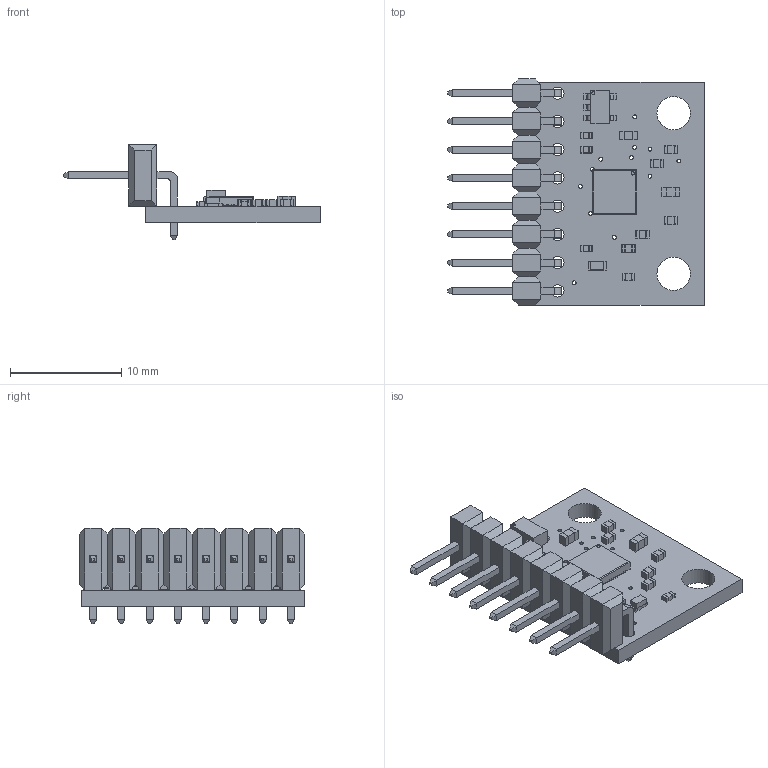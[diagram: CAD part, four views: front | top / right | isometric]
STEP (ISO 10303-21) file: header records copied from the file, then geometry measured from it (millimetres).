
FILE_DESCRIPTION(/* description */ (''),/* implementation_level */ '2;1');
FILE_NAME(/* name */ 'fd5e10ed-d678-4ba5-a2ae-611fe4978502.zip.stp',/* time_stamp */ '2020-07-26T10:22:49+00:00',/* author */ (''),/* organization */ (''),/* preprocessor_version */ 'ST-DEVELOPER v18.1',/* originating_system */ 'Autodesk Translation Framework v9.3.0.1241',/* authorisation */ '');
FILE_SCHEMA (('AUTOMOTIVE_DESIGN { 1 0 10303 214 3 1 1 }'));
Length unit declared in the file: millimetre
Products named in the file (10): mpu6050schem; Board; Packages; SOT95P295X145-5N; QFN50P395X395X90-25T265X255N; CHIP-LED0603; HDRRA8W64P254_1X8_2032X254X556B; C0402; C0603; R0402
Assembly tree (17 placements, depth 3):
  mpu6050schem
    Board
    Packages
      SOT95P295X145-5N
      QFN50P395X395X90-25T265X255N
      CHIP-LED0603
      HDRRA8W64P254_1X8_2032X254X556B
      C0402  x5
      C0603  x2
      R0402  x4
Bounding box: 23.06 x 20.32 x 8.56 mm (x, y, z)
Volume: 763.3 mm3; surface area: 1547.3 mm2
Topology: 28 solids, 28 shells, 1188 faces, 2651 edges, 1562 vertices
Faces by surface type: plane 743, cylinder 301, sphere 144
Full cylindrical faces by diameter (mm): 0.3 x2, 0.35 x13, 1.105 x8, 3 x2
Entity records: 23149 total; most frequent: CARTESIAN_POINT 3815, DIRECTION 3745, ORIENTED_EDGE 3718, EDGE_CURVE 1859, LINE 1593, VECTOR 1593, VERTEX_POINT 1146, AXIS2_PLACEMENT_3D 1076
